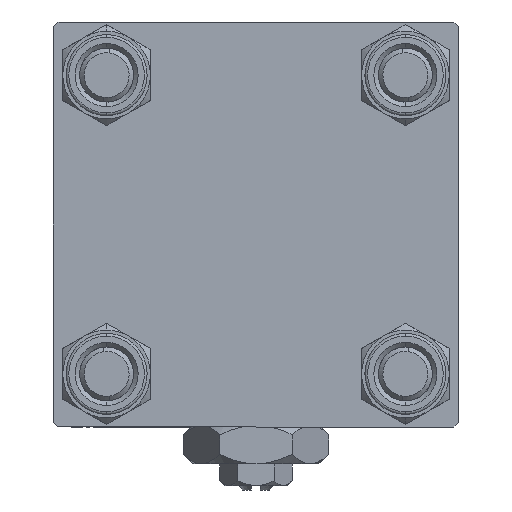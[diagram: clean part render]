
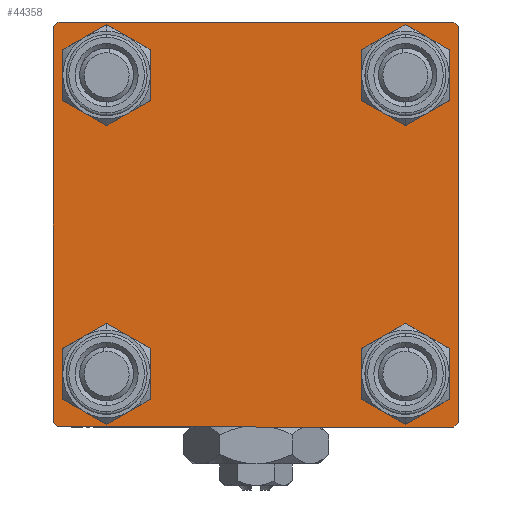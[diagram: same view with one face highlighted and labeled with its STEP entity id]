
A CAD part, left-side view. The second image highlights one B-rep face of the part: STEP entity #44358.
In plain terms, the highlighted planar face has unit normal (-1, 0, 0).
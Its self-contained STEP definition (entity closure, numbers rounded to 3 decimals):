
#52 = CARTESIAN_POINT ( 'NONE',  ( 0., -22.5, 22. ) ) ;
#111 = LINE ( 'NONE', #16142, #2683 ) ;
#156 = CARTESIAN_POINT ( 'NONE',  ( 0., -22., -22.5 ) ) ;
#204 = CARTESIAN_POINT ( 'NONE',  ( 0., -16.6, 13.1 ) ) ;
#238 = DIRECTION ( 'NONE',  ( 0., 0., -1. ) ) ;
#501 = DIRECTION ( 'NONE',  ( 0., 0., 1. ) ) ;
#527 = ORIENTED_EDGE ( 'NONE', *, *, #10154, .T. ) ;
#1436 = AXIS2_PLACEMENT_3D ( 'NONE', #47432, #51388, #21475 ) ;
#1668 = CIRCLE ( 'NONE', #21845, 3.5 ) ;
#1958 = CARTESIAN_POINT ( 'NONE',  ( 0., -16.6, -13.1 ) ) ;
#2138 = ORIENTED_EDGE ( 'NONE', *, *, #14594, .T. ) ;
#2427 = LINE ( 'NONE', #34817, #5209 ) ;
#2683 = VECTOR ( 'NONE', #12709, 1000. ) ;
#2895 = CARTESIAN_POINT ( 'NONE',  ( 0., -22.5, 22.5 ) ) ;
#3925 = CARTESIAN_POINT ( 'NONE',  ( 0., 22.25, -22.25 ) ) ;
#4016 = FACE_BOUND ( 'NONE', #41076, .T. ) ;
#4181 = CARTESIAN_POINT ( 'NONE',  ( 0., 22.5, 22.5 ) ) ;
#4190 = CIRCLE ( 'NONE', #32790, 3.5 ) ;
#4256 = DIRECTION ( 'NONE',  ( 0., 0., 1. ) ) ;
#4699 = CARTESIAN_POINT ( 'NONE',  ( 0., 16.6, -16.6 ) ) ;
#5209 = VECTOR ( 'NONE', #42713, 1000. ) ;
#5919 = ORIENTED_EDGE ( 'NONE', *, *, #51475, .T. ) ;
#6259 = VERTEX_POINT ( 'NONE', #50910 ) ;
#6646 = VERTEX_POINT ( 'NONE', #28377 ) ;
#7180 = PLANE ( 'NONE',  #36948 ) ;
#7370 = ORIENTED_EDGE ( 'NONE', *, *, #35275, .T. ) ;
#7479 = VERTEX_POINT ( 'NONE', #44013 ) ;
#7613 = ORIENTED_EDGE ( 'NONE', *, *, #50995, .T. ) ;
#8219 = EDGE_LOOP ( 'NONE', ( #25836, #7370 ) ) ;
#8255 = DIRECTION ( 'NONE',  ( 1., 0., 0. ) ) ;
#8403 = ORIENTED_EDGE ( 'NONE', *, *, #35487, .T. ) ;
#8908 = DIRECTION ( 'NONE',  ( 1., 0., 0. ) ) ;
#9776 = CARTESIAN_POINT ( 'NONE',  ( 0., 22.5, 22. ) ) ;
#10154 = EDGE_CURVE ( 'NONE', #6259, #15124, #34120, .T. ) ;
#10598 = CARTESIAN_POINT ( 'NONE',  ( 0., 16.6, 20.1 ) ) ;
#11129 = FACE_BOUND ( 'NONE', #26194, .T. ) ;
#11309 = LINE ( 'NONE', #2895, #44221 ) ;
#11648 = EDGE_CURVE ( 'NONE', #51411, #16401, #11309, .T. ) ;
#11742 = EDGE_CURVE ( 'NONE', #39133, #38740, #29068, .T. ) ;
#11818 = ORIENTED_EDGE ( 'NONE', *, *, #30149, .F. ) ;
#12245 = VERTEX_POINT ( 'NONE', #43729 ) ;
#12386 = CARTESIAN_POINT ( 'NONE',  ( 0., -16.6, 16.6 ) ) ;
#12627 = CIRCLE ( 'NONE', #42942, 3.5 ) ;
#12709 = DIRECTION ( 'NONE',  ( 0., 0.707, 0.707 ) ) ;
#13156 = VERTEX_POINT ( 'NONE', #28175 ) ;
#13954 = AXIS2_PLACEMENT_3D ( 'NONE', #24720, #36082, #19746 ) ;
#14594 = EDGE_CURVE ( 'NONE', #7479, #49218, #43194, .T. ) ;
#15124 = VERTEX_POINT ( 'NONE', #204 ) ;
#15500 = LINE ( 'NONE', #3925, #50330 ) ;
#16013 = LINE ( 'NONE', #4181, #16969 ) ;
#16079 = VERTEX_POINT ( 'NONE', #46552 ) ;
#16142 = CARTESIAN_POINT ( 'NONE',  ( 0., -22.25, 22.25 ) ) ;
#16401 = VERTEX_POINT ( 'NONE', #34913 ) ;
#16720 = VERTEX_POINT ( 'NONE', #1958 ) ;
#16969 = VECTOR ( 'NONE', #238, 1000. ) ;
#17371 = CARTESIAN_POINT ( 'NONE',  ( 0., 16.6, -20.1 ) ) ;
#18533 = EDGE_CURVE ( 'NONE', #26604, #7479, #15500, .T. ) ;
#19103 = VECTOR ( 'NONE', #22920, 1000. ) ;
#19670 = CARTESIAN_POINT ( 'NONE',  ( 0., -16.6, -16.6 ) ) ;
#19746 = DIRECTION ( 'NONE',  ( 0., 0., 1. ) ) ;
#20341 = DIRECTION ( 'NONE',  ( 0., -1., 0. ) ) ;
#20367 = DIRECTION ( 'NONE',  ( 0., 0., 1. ) ) ;
#20777 = AXIS2_PLACEMENT_3D ( 'NONE', #12386, #44266, #4256 ) ;
#21082 = DIRECTION ( 'NONE',  ( 1., 0., 0. ) ) ;
#21249 = EDGE_CURVE ( 'NONE', #38740, #39133, #4190, .T. ) ;
#21258 = DIRECTION ( 'NONE',  ( 0., -0.707, 0.707 ) ) ;
#21475 = DIRECTION ( 'NONE',  ( 0., 0., 1. ) ) ;
#21648 = CIRCLE ( 'NONE', #20777, 3.5 ) ;
#21845 = AXIS2_PLACEMENT_3D ( 'NONE', #4699, #8908, #501 ) ;
#22019 = VECTOR ( 'NONE', #21258, 1000. ) ;
#22047 = CIRCLE ( 'NONE', #29608, 3.5 ) ;
#22048 = EDGE_CURVE ( 'NONE', #13156, #16720, #12627, .T. ) ;
#22059 = ORIENTED_EDGE ( 'NONE', *, *, #18533, .T. ) ;
#22575 = DIRECTION ( 'NONE',  ( 0., 0., 1. ) ) ;
#22920 = DIRECTION ( 'NONE',  ( 0., -1., 0. ) ) ;
#24119 = CIRCLE ( 'NONE', #1436, 3.5 ) ;
#24680 = EDGE_CURVE ( 'NONE', #6646, #31797, #1668, .T. ) ;
#24720 = CARTESIAN_POINT ( 'NONE',  ( 0., 16.6, 16.6 ) ) ;
#25668 = VECTOR ( 'NONE', #20341, 1000. ) ;
#25725 = CARTESIAN_POINT ( 'NONE',  ( 0., -22.25, -22.25 ) ) ;
#25836 = ORIENTED_EDGE ( 'NONE', *, *, #24680, .T. ) ;
#26194 = EDGE_LOOP ( 'NONE', ( #527, #8403 ) ) ;
#26604 = VERTEX_POINT ( 'NONE', #37048 ) ;
#26998 = VERTEX_POINT ( 'NONE', #9776 ) ;
#27200 = FACE_BOUND ( 'NONE', #8219, .T. ) ;
#27970 = CARTESIAN_POINT ( 'NONE',  ( 0., 0., 0. ) ) ;
#28096 = ORIENTED_EDGE ( 'NONE', *, *, #11742, .T. ) ;
#28175 = CARTESIAN_POINT ( 'NONE',  ( 0., -16.6, -20.1 ) ) ;
#28377 = CARTESIAN_POINT ( 'NONE',  ( 0., 16.6, -13.1 ) ) ;
#29068 = CIRCLE ( 'NONE', #13954, 3.5 ) ;
#29608 = AXIS2_PLACEMENT_3D ( 'NONE', #42148, #21082, #49763 ) ;
#29832 = ORIENTED_EDGE ( 'NONE', *, *, #21249, .T. ) ;
#29933 = LINE ( 'NONE', #25725, #22019 ) ;
#30149 = EDGE_CURVE ( 'NONE', #16079, #12245, #40378, .T. ) ;
#30553 = DIRECTION ( 'NONE',  ( 0., 0., -1. ) ) ;
#30821 = EDGE_LOOP ( 'NONE', ( #29832, #28096 ) ) ;
#31138 = ORIENTED_EDGE ( 'NONE', *, *, #51285, .T. ) ;
#31797 = VERTEX_POINT ( 'NONE', #17371 ) ;
#32746 = DIRECTION ( 'NONE',  ( 0., 0., 1. ) ) ;
#32790 = AXIS2_PLACEMENT_3D ( 'NONE', #33262, #41439, #20367 ) ;
#32978 = CARTESIAN_POINT ( 'NONE',  ( 0., 22.5, 22.5 ) ) ;
#33262 = CARTESIAN_POINT ( 'NONE',  ( 0., 16.6, 16.6 ) ) ;
#34120 = CIRCLE ( 'NONE', #37469, 3.5 ) ;
#34817 = CARTESIAN_POINT ( 'NONE',  ( 0., 22.25, 22.25 ) ) ;
#34913 = CARTESIAN_POINT ( 'NONE',  ( 0., -22.5, -22. ) ) ;
#35275 = EDGE_CURVE ( 'NONE', #31797, #6646, #24119, .T. ) ;
#35487 = EDGE_CURVE ( 'NONE', #15124, #6259, #21648, .T. ) ;
#36082 = DIRECTION ( 'NONE',  ( 1., 0., 0. ) ) ;
#36708 = CARTESIAN_POINT ( 'NONE',  ( 0., -16.6, 16.6 ) ) ;
#36948 = AXIS2_PLACEMENT_3D ( 'NONE', #27970, #40111, #44038 ) ;
#37048 = CARTESIAN_POINT ( 'NONE',  ( 0., 22.5, -22. ) ) ;
#37469 = AXIS2_PLACEMENT_3D ( 'NONE', #36708, #8255, #32746 ) ;
#38428 = ORIENTED_EDGE ( 'NONE', *, *, #49757, .T. ) ;
#38487 = CARTESIAN_POINT ( 'NONE',  ( 0., 22.5, -22.5 ) ) ;
#38740 = VERTEX_POINT ( 'NONE', #10598 ) ;
#39133 = VERTEX_POINT ( 'NONE', #41269 ) ;
#39598 = FACE_BOUND ( 'NONE', #30821, .T. ) ;
#40111 = DIRECTION ( 'NONE',  ( -1., 0., 0. ) ) ;
#40378 = LINE ( 'NONE', #32978, #25668 ) ;
#41076 = EDGE_LOOP ( 'NONE', ( #5919, #50054 ) ) ;
#41269 = CARTESIAN_POINT ( 'NONE',  ( 0., 16.6, 13.1 ) ) ;
#41439 = DIRECTION ( 'NONE',  ( 1., 0., 0. ) ) ;
#42148 = CARTESIAN_POINT ( 'NONE',  ( 0., -16.6, -16.6 ) ) ;
#42713 = DIRECTION ( 'NONE',  ( 0., 0.707, -0.707 ) ) ;
#42942 = AXIS2_PLACEMENT_3D ( 'NONE', #19670, #51789, #22575 ) ;
#43194 = LINE ( 'NONE', #38487, #19103 ) ;
#43261 = FACE_OUTER_BOUND ( 'NONE', #44491, .T. ) ;
#43729 = CARTESIAN_POINT ( 'NONE',  ( 0., -22., 22.5 ) ) ;
#44013 = CARTESIAN_POINT ( 'NONE',  ( 0., 22., -22.5 ) ) ;
#44038 = DIRECTION ( 'NONE',  ( 0., 0., 1. ) ) ;
#44221 = VECTOR ( 'NONE', #30553, 1000. ) ;
#44266 = DIRECTION ( 'NONE',  ( 1., 0., 0. ) ) ;
#44358 = ADVANCED_FACE ( 'NONE', ( #11129, #4016, #27200, #39598, #43261 ), #7180, .T. ) ;
#44491 = EDGE_LOOP ( 'NONE', ( #51568, #22059, #2138, #38428, #48430, #7613, #11818, #31138 ) ) ;
#46552 = CARTESIAN_POINT ( 'NONE',  ( 0., 22., 22.5 ) ) ;
#47432 = CARTESIAN_POINT ( 'NONE',  ( 0., 16.6, -16.6 ) ) ;
#47886 = DIRECTION ( 'NONE',  ( 0., -0.707, -0.707 ) ) ;
#48430 = ORIENTED_EDGE ( 'NONE', *, *, #11648, .F. ) ;
#49218 = VERTEX_POINT ( 'NONE', #156 ) ;
#49757 = EDGE_CURVE ( 'NONE', #49218, #16401, #29933, .T. ) ;
#49763 = DIRECTION ( 'NONE',  ( 0., 0., 1. ) ) ;
#50054 = ORIENTED_EDGE ( 'NONE', *, *, #22048, .T. ) ;
#50330 = VECTOR ( 'NONE', #47886, 1000. ) ;
#50699 = EDGE_CURVE ( 'NONE', #26998, #26604, #16013, .T. ) ;
#50910 = CARTESIAN_POINT ( 'NONE',  ( 0., -16.6, 20.1 ) ) ;
#50995 = EDGE_CURVE ( 'NONE', #51411, #12245, #111, .T. ) ;
#51285 = EDGE_CURVE ( 'NONE', #16079, #26998, #2427, .T. ) ;
#51388 = DIRECTION ( 'NONE',  ( 1., 0., 0. ) ) ;
#51411 = VERTEX_POINT ( 'NONE', #52 ) ;
#51475 = EDGE_CURVE ( 'NONE', #16720, #13156, #22047, .T. ) ;
#51568 = ORIENTED_EDGE ( 'NONE', *, *, #50699, .T. ) ;
#51789 = DIRECTION ( 'NONE',  ( 1., 0., 0. ) ) ;
